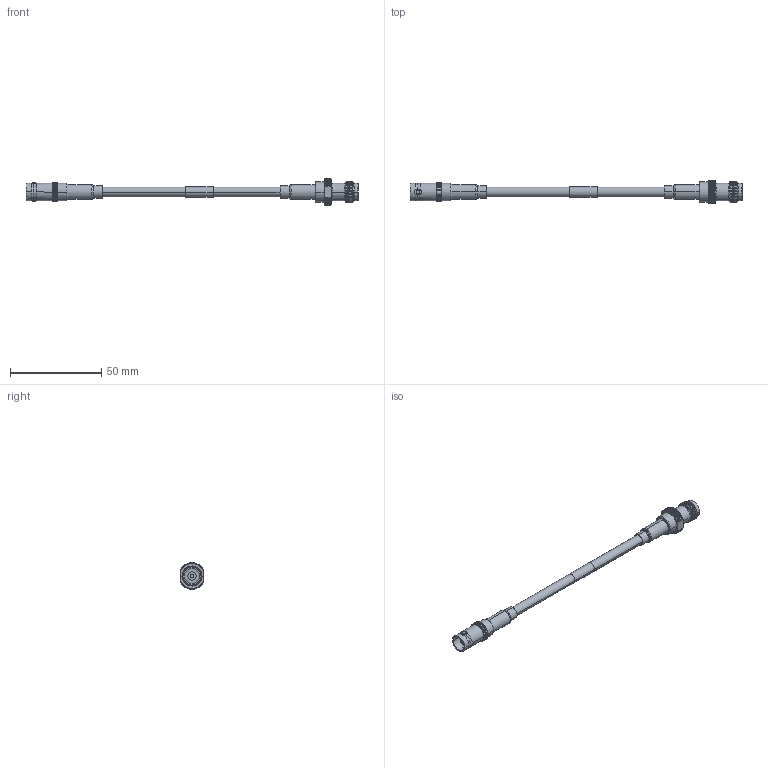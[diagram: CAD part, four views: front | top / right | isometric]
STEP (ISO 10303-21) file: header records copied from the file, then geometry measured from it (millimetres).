
FILE_DESCRIPTION (( 'STEP AP203' ), '1' );
FILE_NAME ('FMCA2711.STEP', '2022-03-09T17:28:08', ( '' ), ( '' ), 'SwSTEP 2.0', 'SolidWorks 2021', '' );
FILE_SCHEMA (( 'CONFIG_CONTROL_DESIGN' ));
Length unit declared in the file: millimetre
Products named in the file (5): FMCN1752_WITH FERRULE; RG223_with label; FMCN1573; CA-240-MA1_.75" Long; FMCA2711
Assembly tree (5 placements, depth 2):
  FMCA2711
    RG223_with label
    FMCN1573
    FMCN1752_WITH FERRULE
    CA-240-MA1_.75" Long  x2
Bounding box: 182.01 x 12.7 x 14.47 mm (x, y, z)
Volume: 6584.7 mm3; surface area: 8938 mm2
Topology: 8 solids, 8 shells, 643 faces, 1570 edges, 961 vertices
Faces by surface type: cylinder 330, plane 158, cone 128, torus 24, bspline 3
Entity records: 20835 total; most frequent: CARTESIAN_POINT 5623, DIRECTION 3257, ORIENTED_EDGE 3052, EDGE_CURVE 1526, AXIS2_PLACEMENT_3D 1389, VERTEX_POINT 937, CIRCLE 763, EDGE_LOOP 647
